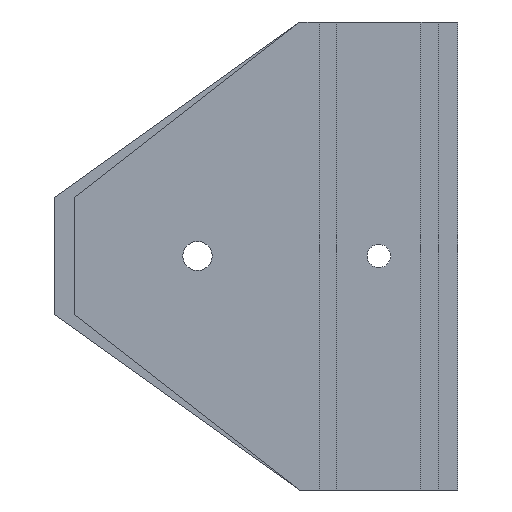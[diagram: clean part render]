
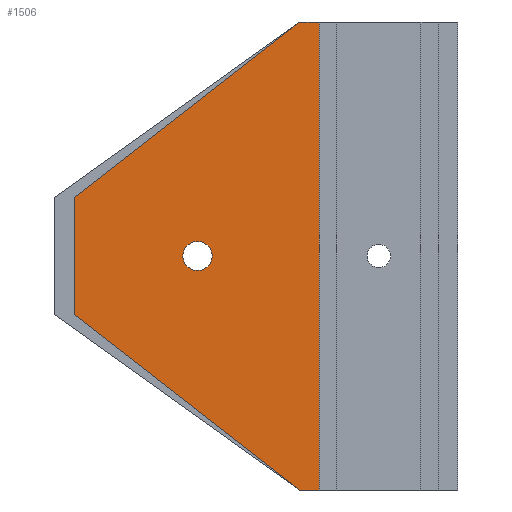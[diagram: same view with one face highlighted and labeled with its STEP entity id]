
A CAD part, left-side view. The second image highlights one B-rep face of the part: STEP entity #1506.
In plain terms, the highlighted planar face has unit normal (-1, 0, 0).
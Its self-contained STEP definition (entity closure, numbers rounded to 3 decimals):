
#32 = PLANE('',#33);
#33 = AXIS2_PLACEMENT_3D('',#34,#35,#36);
#34 = CARTESIAN_POINT('',(13.842,13.5,80.));
#35 = DIRECTION('',(0.,0.,1.));
#36 = DIRECTION('',(1.,0.,0.));
#220 = VERTEX_POINT('',#221);
#221 = CARTESIAN_POINT('',(0.,27.,80.));
#235 = PLANE('',#236);
#236 = AXIS2_PLACEMENT_3D('',#237,#238,#239);
#237 = CARTESIAN_POINT('',(0.,27.,80.));
#238 = DIRECTION('',(0.,0.615,0.789));
#239 = DIRECTION('',(0.,0.789,-0.615));
#247 = EDGE_CURVE('',#248,#220,#250,.T.);
#248 = VERTEX_POINT('',#249);
#249 = CARTESIAN_POINT('',(0.,23.7,80.));
#250 = SURFACE_CURVE('',#251,(#255,#262),.PCURVE_S1.);
#251 = LINE('',#252,#253);
#252 = CARTESIAN_POINT('',(0.,0.,80.));
#253 = VECTOR('',#254,1.);
#254 = DIRECTION('',(0.,1.,0.));
#255 = PCURVE('',#32,#256);
#256 = DEFINITIONAL_REPRESENTATION('',(#257),#261);
#257 = LINE('',#258,#259);
#258 = CARTESIAN_POINT('',(-13.842,-13.5));
#259 = VECTOR('',#260,1.);
#260 = DIRECTION('',(0.,1.));
#261 = ( GEOMETRIC_REPRESENTATION_CONTEXT(2) 
PARAMETRIC_REPRESENTATION_CONTEXT() REPRESENTATION_CONTEXT('2D SPACE',''
  ) );
#262 = PCURVE('',#263,#268);
#263 = PLANE('',#264);
#264 = AXIS2_PLACEMENT_3D('',#265,#266,#267);
#265 = CARTESIAN_POINT('',(0.,38.626,40.));
#266 = DIRECTION('',(-1.,-0.,-0.));
#267 = DIRECTION('',(0.,0.,-1.));
#268 = DEFINITIONAL_REPRESENTATION('',(#269),#273);
#269 = LINE('',#270,#271);
#270 = CARTESIAN_POINT('',(-40.,38.626));
#271 = VECTOR('',#272,1.);
#272 = DIRECTION('',(0.,-1.));
#273 = ( GEOMETRIC_REPRESENTATION_CONTEXT(2) 
PARAMETRIC_REPRESENTATION_CONTEXT() REPRESENTATION_CONTEXT('2D SPACE',''
  ) );
#291 = PLANE('',#292);
#292 = AXIS2_PLACEMENT_3D('',#293,#294,#295);
#293 = CARTESIAN_POINT('',(0.,23.7,0.));
#294 = DIRECTION('',(0.,1.,0.));
#295 = DIRECTION('',(0.,0.,1.));
#692 = PLANE('',#693);
#693 = AXIS2_PLACEMENT_3D('',#694,#695,#696);
#694 = CARTESIAN_POINT('',(13.842,13.5,0.));
#695 = DIRECTION('',(-0.,-0.,-1.));
#696 = DIRECTION('',(-1.,0.,0.));
#1386 = EDGE_CURVE('',#220,#1387,#1389,.T.);
#1387 = VERTEX_POINT('',#1388);
#1388 = CARTESIAN_POINT('',(0.,65.5,50.));
#1389 = SURFACE_CURVE('',#1390,(#1394,#1401),.PCURVE_S1.);
#1390 = LINE('',#1391,#1392);
#1391 = CARTESIAN_POINT('',(0.,27.,80.));
#1392 = VECTOR('',#1393,1.);
#1393 = DIRECTION('',(0.,0.789,-0.615));
#1394 = PCURVE('',#235,#1395);
#1395 = DEFINITIONAL_REPRESENTATION('',(#1396),#1400);
#1396 = LINE('',#1397,#1398);
#1397 = CARTESIAN_POINT('',(0.,0.));
#1398 = VECTOR('',#1399,1.);
#1399 = DIRECTION('',(1.,0.));
#1400 = ( GEOMETRIC_REPRESENTATION_CONTEXT(2) 
PARAMETRIC_REPRESENTATION_CONTEXT() REPRESENTATION_CONTEXT('2D SPACE',''
  ) );
#1401 = PCURVE('',#263,#1402);
#1402 = DEFINITIONAL_REPRESENTATION('',(#1403),#1407);
#1403 = LINE('',#1404,#1405);
#1404 = CARTESIAN_POINT('',(-40.,11.626));
#1405 = VECTOR('',#1406,1.);
#1406 = DIRECTION('',(0.615,-0.789));
#1407 = ( GEOMETRIC_REPRESENTATION_CONTEXT(2) 
PARAMETRIC_REPRESENTATION_CONTEXT() REPRESENTATION_CONTEXT('2D SPACE',''
  ) );
#1445 = PLANE('',#1446);
#1446 = AXIS2_PLACEMENT_3D('',#1447,#1448,#1449);
#1447 = CARTESIAN_POINT('',(0.,65.5,0.));
#1448 = DIRECTION('',(0.,1.,0.));
#1449 = DIRECTION('',(0.,0.,1.));
#1506 = ADVANCED_FACE('',(#1507,#1606),#263,.T.);
#1507 = FACE_BOUND('',#1508,.T.);
#1508 = EDGE_LOOP('',(#1509,#1510,#1533,#1561,#1584,#1605));
#1509 = ORIENTED_EDGE('',*,*,#1386,.T.);
#1510 = ORIENTED_EDGE('',*,*,#1511,.F.);
#1511 = EDGE_CURVE('',#1512,#1387,#1514,.T.);
#1512 = VERTEX_POINT('',#1513);
#1513 = CARTESIAN_POINT('',(0.,65.5,30.));
#1514 = SURFACE_CURVE('',#1515,(#1519,#1526),.PCURVE_S1.);
#1515 = LINE('',#1516,#1517);
#1516 = CARTESIAN_POINT('',(0.,65.5,30.));
#1517 = VECTOR('',#1518,1.);
#1518 = DIRECTION('',(0.,0.,1.));
#1519 = PCURVE('',#263,#1520);
#1520 = DEFINITIONAL_REPRESENTATION('',(#1521),#1525);
#1521 = LINE('',#1522,#1523);
#1522 = CARTESIAN_POINT('',(10.,-26.874));
#1523 = VECTOR('',#1524,1.);
#1524 = DIRECTION('',(-1.,0.));
#1525 = ( GEOMETRIC_REPRESENTATION_CONTEXT(2) 
PARAMETRIC_REPRESENTATION_CONTEXT() REPRESENTATION_CONTEXT('2D SPACE',''
  ) );
#1526 = PCURVE('',#1445,#1527);
#1527 = DEFINITIONAL_REPRESENTATION('',(#1528),#1532);
#1528 = LINE('',#1529,#1530);
#1529 = CARTESIAN_POINT('',(30.,0.));
#1530 = VECTOR('',#1531,1.);
#1531 = DIRECTION('',(1.,0.));
#1532 = ( GEOMETRIC_REPRESENTATION_CONTEXT(2) 
PARAMETRIC_REPRESENTATION_CONTEXT() REPRESENTATION_CONTEXT('2D SPACE',''
  ) );
#1533 = ORIENTED_EDGE('',*,*,#1534,.F.);
#1534 = EDGE_CURVE('',#1535,#1512,#1537,.T.);
#1535 = VERTEX_POINT('',#1536);
#1536 = CARTESIAN_POINT('',(0.,27.,0.));
#1537 = SURFACE_CURVE('',#1538,(#1542,#1549),.PCURVE_S1.);
#1538 = LINE('',#1539,#1540);
#1539 = CARTESIAN_POINT('',(0.,27.,0.));
#1540 = VECTOR('',#1541,1.);
#1541 = DIRECTION('',(0.,0.789,0.615));
#1542 = PCURVE('',#263,#1543);
#1543 = DEFINITIONAL_REPRESENTATION('',(#1544),#1548);
#1544 = LINE('',#1545,#1546);
#1545 = CARTESIAN_POINT('',(40.,11.626));
#1546 = VECTOR('',#1547,1.);
#1547 = DIRECTION('',(-0.615,-0.789));
#1548 = ( GEOMETRIC_REPRESENTATION_CONTEXT(2) 
PARAMETRIC_REPRESENTATION_CONTEXT() REPRESENTATION_CONTEXT('2D SPACE',''
  ) );
#1549 = PCURVE('',#1550,#1555);
#1550 = PLANE('',#1551);
#1551 = AXIS2_PLACEMENT_3D('',#1552,#1553,#1554);
#1552 = CARTESIAN_POINT('',(0.,27.,0.));
#1553 = DIRECTION('',(0.,-0.615,0.789));
#1554 = DIRECTION('',(0.,0.789,0.615));
#1555 = DEFINITIONAL_REPRESENTATION('',(#1556),#1560);
#1556 = LINE('',#1557,#1558);
#1557 = CARTESIAN_POINT('',(0.,0.));
#1558 = VECTOR('',#1559,1.);
#1559 = DIRECTION('',(1.,0.));
#1560 = ( GEOMETRIC_REPRESENTATION_CONTEXT(2) 
PARAMETRIC_REPRESENTATION_CONTEXT() REPRESENTATION_CONTEXT('2D SPACE',''
  ) );
#1561 = ORIENTED_EDGE('',*,*,#1562,.F.);
#1562 = EDGE_CURVE('',#1563,#1535,#1565,.T.);
#1563 = VERTEX_POINT('',#1564);
#1564 = CARTESIAN_POINT('',(0.,23.7,0.));
#1565 = SURFACE_CURVE('',#1566,(#1570,#1577),.PCURVE_S1.);
#1566 = LINE('',#1567,#1568);
#1567 = CARTESIAN_POINT('',(0.,0.,0.));
#1568 = VECTOR('',#1569,1.);
#1569 = DIRECTION('',(0.,1.,0.));
#1570 = PCURVE('',#263,#1571);
#1571 = DEFINITIONAL_REPRESENTATION('',(#1572),#1576);
#1572 = LINE('',#1573,#1574);
#1573 = CARTESIAN_POINT('',(40.,38.626));
#1574 = VECTOR('',#1575,1.);
#1575 = DIRECTION('',(0.,-1.));
#1576 = ( GEOMETRIC_REPRESENTATION_CONTEXT(2) 
PARAMETRIC_REPRESENTATION_CONTEXT() REPRESENTATION_CONTEXT('2D SPACE',''
  ) );
#1577 = PCURVE('',#692,#1578);
#1578 = DEFINITIONAL_REPRESENTATION('',(#1579),#1583);
#1579 = LINE('',#1580,#1581);
#1580 = CARTESIAN_POINT('',(13.842,-13.5));
#1581 = VECTOR('',#1582,1.);
#1582 = DIRECTION('',(0.,1.));
#1583 = ( GEOMETRIC_REPRESENTATION_CONTEXT(2) 
PARAMETRIC_REPRESENTATION_CONTEXT() REPRESENTATION_CONTEXT('2D SPACE',''
  ) );
#1584 = ORIENTED_EDGE('',*,*,#1585,.T.);
#1585 = EDGE_CURVE('',#1563,#248,#1586,.T.);
#1586 = SURFACE_CURVE('',#1587,(#1591,#1598),.PCURVE_S1.);
#1587 = LINE('',#1588,#1589);
#1588 = CARTESIAN_POINT('',(0.,23.7,0.));
#1589 = VECTOR('',#1590,1.);
#1590 = DIRECTION('',(0.,0.,1.));
#1591 = PCURVE('',#263,#1592);
#1592 = DEFINITIONAL_REPRESENTATION('',(#1593),#1597);
#1593 = LINE('',#1594,#1595);
#1594 = CARTESIAN_POINT('',(40.,14.926));
#1595 = VECTOR('',#1596,1.);
#1596 = DIRECTION('',(-1.,0.));
#1597 = ( GEOMETRIC_REPRESENTATION_CONTEXT(2) 
PARAMETRIC_REPRESENTATION_CONTEXT() REPRESENTATION_CONTEXT('2D SPACE',''
  ) );
#1598 = PCURVE('',#291,#1599);
#1599 = DEFINITIONAL_REPRESENTATION('',(#1600),#1604);
#1600 = LINE('',#1601,#1602);
#1601 = CARTESIAN_POINT('',(0.,0.));
#1602 = VECTOR('',#1603,1.);
#1603 = DIRECTION('',(1.,0.));
#1604 = ( GEOMETRIC_REPRESENTATION_CONTEXT(2) 
PARAMETRIC_REPRESENTATION_CONTEXT() REPRESENTATION_CONTEXT('2D SPACE',''
  ) );
#1605 = ORIENTED_EDGE('',*,*,#247,.T.);
#1606 = FACE_BOUND('',#1607,.T.);
#1607 = EDGE_LOOP('',(#1608));
#1608 = ORIENTED_EDGE('',*,*,#1609,.T.);
#1609 = EDGE_CURVE('',#1610,#1610,#1612,.T.);
#1610 = VERTEX_POINT('',#1611);
#1611 = CARTESIAN_POINT('',(0.,44.5,37.5));
#1612 = SURFACE_CURVE('',#1613,(#1618,#1629),.PCURVE_S1.);
#1613 = CIRCLE('',#1614,2.5);
#1614 = AXIS2_PLACEMENT_3D('',#1615,#1616,#1617);
#1615 = CARTESIAN_POINT('',(0.,44.5,40.));
#1616 = DIRECTION('',(1.,-0.,0.));
#1617 = DIRECTION('',(0.,0.,-1.));
#1618 = PCURVE('',#263,#1619);
#1619 = DEFINITIONAL_REPRESENTATION('',(#1620),#1628);
#1620 = ( BOUNDED_CURVE() B_SPLINE_CURVE(2,(#1621,#1622,#1623,#1624,
#1625,#1626,#1627),.UNSPECIFIED.,.T.,.F.) B_SPLINE_CURVE_WITH_KNOTS((1,2
    ,2,2,2,1),(-2.094,0.,2.094,4.189,
6.283,8.378),.UNSPECIFIED.) CURVE() 
GEOMETRIC_REPRESENTATION_ITEM() RATIONAL_B_SPLINE_CURVE((1.,0.5,1.,0.5,
1.,0.5,1.)) REPRESENTATION_ITEM('') );
#1621 = CARTESIAN_POINT('',(2.5,-5.874));
#1622 = CARTESIAN_POINT('',(2.5,-10.204));
#1623 = CARTESIAN_POINT('',(-1.25,-8.039));
#1624 = CARTESIAN_POINT('',(-5.,-5.874));
#1625 = CARTESIAN_POINT('',(-1.25,-3.709));
#1626 = CARTESIAN_POINT('',(2.5,-1.544));
#1627 = CARTESIAN_POINT('',(2.5,-5.874));
#1628 = ( GEOMETRIC_REPRESENTATION_CONTEXT(2) 
PARAMETRIC_REPRESENTATION_CONTEXT() REPRESENTATION_CONTEXT('2D SPACE',''
  ) );
#1629 = PCURVE('',#1630,#1635);
#1630 = CYLINDRICAL_SURFACE('',#1631,2.5);
#1631 = AXIS2_PLACEMENT_3D('',#1632,#1633,#1634);
#1632 = CARTESIAN_POINT('',(-1.,44.5,40.));
#1633 = DIRECTION('',(1.,0.,0.));
#1634 = DIRECTION('',(0.,0.,-1.));
#1635 = DEFINITIONAL_REPRESENTATION('',(#1636),#1640);
#1636 = LINE('',#1637,#1638);
#1637 = CARTESIAN_POINT('',(0.,1.));
#1638 = VECTOR('',#1639,1.);
#1639 = DIRECTION('',(1.,0.));
#1640 = ( GEOMETRIC_REPRESENTATION_CONTEXT(2) 
PARAMETRIC_REPRESENTATION_CONTEXT() REPRESENTATION_CONTEXT('2D SPACE',''
  ) );
